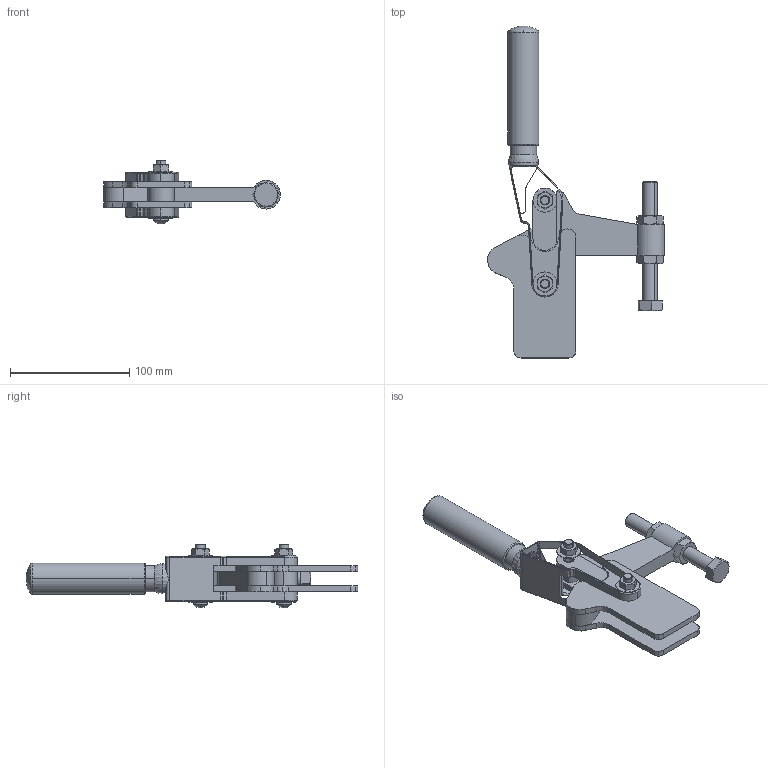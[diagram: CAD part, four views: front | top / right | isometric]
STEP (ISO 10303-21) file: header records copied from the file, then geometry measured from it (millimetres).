
FILE_DESCRIPTION((''),'2;1');
FILE_NAME('M20S.stp','2006-07-12T08:11:41',('Matthew'),(''),'Autodesk Inventor 8','Autodesk Inventor 8','');
FILE_SCHEMA(('AUTOMOTIVE_DESIGN { 1 0 10303 214 1 1 1 1 }'));
Length unit declared in the file: millimetre
Products named in the file (6): M20S; M20S1; M20S2; M20S3; M20S4; M20S5
Assembly tree (5 placements, depth 2):
  M20S
    M20S1
    M20S2
    M20S3
    M20S4
    M20S5
Bounding box: 147.99 x 277.85 x 53.47 mm (x, y, z)
Volume: 267758.4 mm3; surface area: 83548.3 mm2
Topology: 5 solids, 5 shells, 340 faces, 858 edges, 542 vertices
Faces by surface type: cylinder 151, plane 100, cone 60, torus 20, sphere 7, bspline 2
Entity records: 10531 total; most frequent: CARTESIAN_POINT 2104, DIRECTION 1879, ORIENTED_EDGE 1706, EDGE_CURVE 853, AXIS2_PLACEMENT_3D 767, VERTEX_POINT 541, CIRCLE 416, EDGE_LOOP 376
